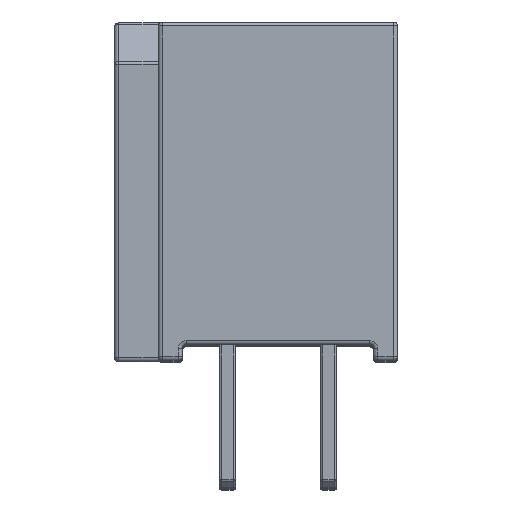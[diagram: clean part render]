
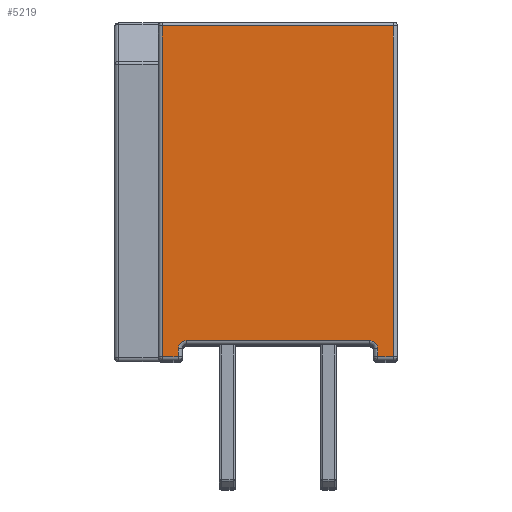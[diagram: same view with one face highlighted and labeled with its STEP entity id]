
A CAD part, top view. The second image highlights one B-rep face of the part: STEP entity #5219.
In plain terms, the highlighted face is planar.
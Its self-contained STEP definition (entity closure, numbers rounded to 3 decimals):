
#4 = CARTESIAN_POINT ( 'NONE',  ( 0., -3.95, 2.3 ) ) ;
#61 = VERTEX_POINT ( 'NONE', #3363 ) ;
#104 = EDGE_CURVE ( 'NONE', #1061, #1640, #3648, .T. ) ;
#186 = LINE ( 'NONE', #6201, #3753 ) ;
#215 = LINE ( 'NONE', #3259, #4095 ) ;
#306 = VERTEX_POINT ( 'NONE', #2801 ) ;
#315 = FACE_OUTER_BOUND ( 'NONE', #4047, .T. ) ;
#485 = DIRECTION ( 'NONE',  ( 0., 0., -1. ) ) ;
#536 = VECTOR ( 'NONE', #919, 1000. ) ;
#833 = VECTOR ( 'NONE', #1132, 1000. ) ;
#835 = VERTEX_POINT ( 'NONE', #3795 ) ;
#850 = CARTESIAN_POINT ( 'NONE',  ( 0., -4.15, 2.5 ) ) ;
#878 = ORIENTED_EDGE ( 'NONE', *, *, #2095, .T. ) ;
#889 = CARTESIAN_POINT ( 'NONE',  ( 0., 3.95, 2.9 ) ) ;
#919 = DIRECTION ( 'NONE',  ( 0., 0., -1. ) ) ;
#1061 = VERTEX_POINT ( 'NONE', #4 ) ;
#1078 = VECTOR ( 'NONE', #485, 1000. ) ;
#1132 = DIRECTION ( 'NONE',  ( 0., 0., -1. ) ) ;
#1153 = CARTESIAN_POINT ( 'NONE',  ( 0., 0., -2.9 ) ) ;
#1189 = CARTESIAN_POINT ( 'NONE',  ( 0., -4.35, 0. ) ) ;
#1222 = CARTESIAN_POINT ( 'NONE',  ( 0., -4.35, 2.9 ) ) ;
#1301 = ORIENTED_EDGE ( 'NONE', *, *, #5111, .F. ) ;
#1502 = CARTESIAN_POINT ( 'NONE',  ( 0., -4.15, -2.3 ) ) ;
#1577 = VERTEX_POINT ( 'NONE', #4975 ) ;
#1579 = EDGE_CURVE ( 'NONE', #61, #1577, #3234, .T. ) ;
#1640 = VERTEX_POINT ( 'NONE', #3544 ) ;
#1641 = EDGE_CURVE ( 'NONE', #5888, #1640, #2744, .T. ) ;
#1935 = EDGE_CURVE ( 'NONE', #2042, #306, #2179, .T. ) ;
#2015 = DIRECTION ( 'NONE',  ( 0., 0., -1. ) ) ;
#2042 = VERTEX_POINT ( 'NONE', #1222 ) ;
#2095 = EDGE_CURVE ( 'NONE', #4519, #2042, #2570, .T. ) ;
#2179 = LINE ( 'NONE', #1189, #833 ) ;
#2273 = CARTESIAN_POINT ( 'NONE',  ( 0., -4.15, 2.3 ) ) ;
#2311 = VECTOR ( 'NONE', #2763, 1000. ) ;
#2408 = DIRECTION ( 'NONE',  ( 1., 0., 0. ) ) ;
#2570 = LINE ( 'NONE', #6373, #5460 ) ;
#2732 = DIRECTION ( 'NONE',  ( 0., 0., 1. ) ) ;
#2744 = CIRCLE ( 'NONE', #5751, 0.2 ) ;
#2763 = DIRECTION ( 'NONE',  ( 0., -1., 0. ) ) ;
#2794 = DIRECTION ( 'NONE',  ( 0., 0., -1. ) ) ;
#2801 = CARTESIAN_POINT ( 'NONE',  ( 0., -4.35, 2.5 ) ) ;
#2910 = AXIS2_PLACEMENT_3D ( 'NONE', #3426, #2408, #5966 ) ;
#2935 = ORIENTED_EDGE ( 'NONE', *, *, #6448, .T. ) ;
#3093 = ORIENTED_EDGE ( 'NONE', *, *, #104, .T. ) ;
#3169 = DIRECTION ( 'NONE',  ( 0., 1., 0. ) ) ;
#3178 = EDGE_CURVE ( 'NONE', #1577, #835, #5249, .T. ) ;
#3234 = LINE ( 'NONE', #5502, #536 ) ;
#3237 = EDGE_CURVE ( 'NONE', #5888, #61, #3672, .T. ) ;
#3259 = CARTESIAN_POINT ( 'NONE',  ( 0., 3.95, 0. ) ) ;
#3342 = DIRECTION ( 'NONE',  ( 0., -1., 0. ) ) ;
#3363 = CARTESIAN_POINT ( 'NONE',  ( 0., -4.35, -2.5 ) ) ;
#3410 = VERTEX_POINT ( 'NONE', #850 ) ;
#3426 = CARTESIAN_POINT ( 'NONE',  ( 0., 0., 0. ) ) ;
#3539 = EDGE_CURVE ( 'NONE', #306, #3410, #186, .T. ) ;
#3544 = CARTESIAN_POINT ( 'NONE',  ( 0., -3.95, -2.3 ) ) ;
#3648 = LINE ( 'NONE', #5033, #1078 ) ;
#3672 = LINE ( 'NONE', #6307, #2311 ) ;
#3753 = VECTOR ( 'NONE', #3169, 1000. ) ;
#3768 = DIRECTION ( 'NONE',  ( 0., 1., 0. ) ) ;
#3795 = CARTESIAN_POINT ( 'NONE',  ( 0., 3.95, -2.9 ) ) ;
#3908 = VECTOR ( 'NONE', #3768, 1000. ) ;
#4047 = EDGE_LOOP ( 'NONE', ( #6497, #5015, #1301, #3093, #4623, #4666, #5102, #5771, #2935, #878 ) ) ;
#4066 = AXIS2_PLACEMENT_3D ( 'NONE', #2273, #5833, #2794 ) ;
#4095 = VECTOR ( 'NONE', #2732, 1000. ) ;
#4519 = VERTEX_POINT ( 'NONE', #889 ) ;
#4623 = ORIENTED_EDGE ( 'NONE', *, *, #1641, .F. ) ;
#4666 = ORIENTED_EDGE ( 'NONE', *, *, #3237, .T. ) ;
#4975 = CARTESIAN_POINT ( 'NONE',  ( 0., -4.35, -2.9 ) ) ;
#5015 = ORIENTED_EDGE ( 'NONE', *, *, #3539, .T. ) ;
#5033 = CARTESIAN_POINT ( 'NONE',  ( 0., -3.95, 0. ) ) ;
#5074 = DIRECTION ( 'NONE',  ( 1., 0., 0. ) ) ;
#5102 = ORIENTED_EDGE ( 'NONE', *, *, #1579, .T. ) ;
#5111 = EDGE_CURVE ( 'NONE', #1061, #3410, #6486, .T. ) ;
#5219 = ADVANCED_FACE ( 'NONE', ( #315 ), #5467, .T. ) ;
#5249 = LINE ( 'NONE', #1153, #3908 ) ;
#5460 = VECTOR ( 'NONE', #3342, 1000. ) ;
#5467 = PLANE ( 'NONE',  #2910 ) ;
#5502 = CARTESIAN_POINT ( 'NONE',  ( 0., -4.35, -3. ) ) ;
#5565 = CARTESIAN_POINT ( 'NONE',  ( 0., -4.15, -2.5 ) ) ;
#5751 = AXIS2_PLACEMENT_3D ( 'NONE', #1502, #5074, #2015 ) ;
#5771 = ORIENTED_EDGE ( 'NONE', *, *, #3178, .T. ) ;
#5833 = DIRECTION ( 'NONE',  ( 1., 0., 0. ) ) ;
#5888 = VERTEX_POINT ( 'NONE', #5565 ) ;
#5966 = DIRECTION ( 'NONE',  ( 0., 0., -1. ) ) ;
#6201 = CARTESIAN_POINT ( 'NONE',  ( 0., -4.05, 2.5 ) ) ;
#6307 = CARTESIAN_POINT ( 'NONE',  ( 0., -4.45, -2.5 ) ) ;
#6373 = CARTESIAN_POINT ( 'NONE',  ( 0., 0., 2.9 ) ) ;
#6448 = EDGE_CURVE ( 'NONE', #835, #4519, #215, .T. ) ;
#6486 = CIRCLE ( 'NONE', #4066, 0.2 ) ;
#6497 = ORIENTED_EDGE ( 'NONE', *, *, #1935, .T. ) ;
